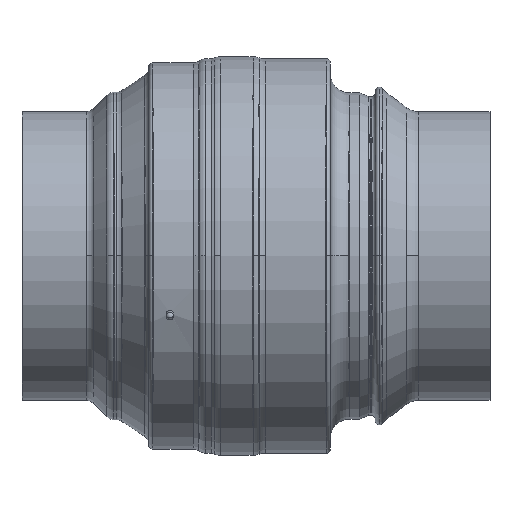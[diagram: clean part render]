
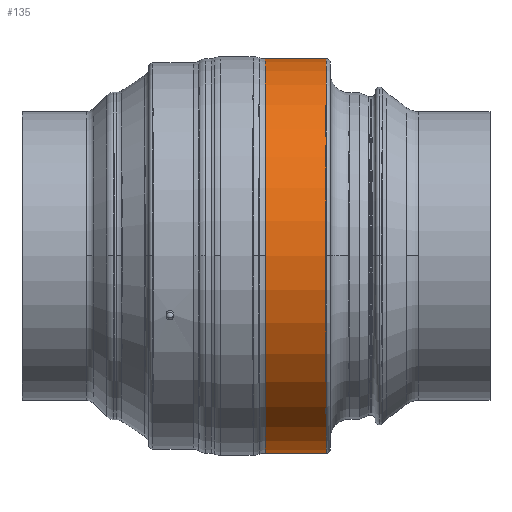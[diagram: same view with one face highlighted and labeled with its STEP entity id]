
A CAD part, top view. The second image highlights one B-rep face of the part: STEP entity #135.
In plain terms, the highlighted cylindrical face has radius 101.121 mm (diameter 202.243 mm), a partial arc.
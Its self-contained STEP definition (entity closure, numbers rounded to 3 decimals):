
#135=ADVANCED_FACE('',(#355),#356,.T.);
#355=FACE_OUTER_BOUND('',#703,.T.);
#356=CYLINDRICAL_SURFACE('',#704,101.121);
#703=EDGE_LOOP('',(#1388,#1389,#1390,#1391,#1392,#1393));
#704=AXIS2_PLACEMENT_3D('',#1394,#1395,#1396);
#1388=ORIENTED_EDGE('',*,*,#2561,.F.);
#1389=ORIENTED_EDGE('',*,*,#2562,.T.);
#1390=ORIENTED_EDGE('',*,*,#2563,.T.);
#1391=ORIENTED_EDGE('',*,*,#2564,.F.);
#1392=ORIENTED_EDGE('',*,*,#2565,.F.);
#1393=ORIENTED_EDGE('',*,*,#2558,.F.);
#1394=CARTESIAN_POINT('',(115.433,-24.0,0.0));
#1395=DIRECTION('',(-1.0,0.0,0.0));
#1396=DIRECTION('',(0.0,1.0,0.0));
#2558=EDGE_CURVE('',#3187,#3189,#3190,.T.);
#2561=EDGE_CURVE('',#3194,#3187,#3195,.T.);
#2562=EDGE_CURVE('',#3194,#3196,#3197,.T.);
#2563=EDGE_CURVE('',#3196,#3198,#3199,.T.);
#2564=EDGE_CURVE('',#3200,#3198,#3201,.T.);
#2565=EDGE_CURVE('',#3189,#3200,#3202,.T.);
#3187=VERTEX_POINT('',#3998);
#3189=VERTEX_POINT('',#4000);
#3190=CIRCLE('',#4001,101.121);
#3194=VERTEX_POINT('',#4005);
#3195=LINE('',#4006,#4007);
#3196=VERTEX_POINT('',#4008);
#3197=CIRCLE('',#4009,101.121);
#3198=VERTEX_POINT('',#4010);
#3199=CIRCLE('',#4011,101.121);
#3200=VERTEX_POINT('',#4012);
#3201=LINE('',#4013,#4014);
#3202=CIRCLE('',#4015,101.121);
#3998=CARTESIAN_POINT('',(131.121,77.121,0.0));
#4000=CARTESIAN_POINT('',(131.121,-24.0,101.121));
#4001=AXIS2_PLACEMENT_3D('',#5037,#5038,#5039);
#4005=CARTESIAN_POINT('',(99.744,77.121,0.0));
#4006=CARTESIAN_POINT('',(115.433,77.121,0.));
#4007=VECTOR('',#5046,1.0);
#4008=CARTESIAN_POINT('',(99.744,-24.0,101.121));
#4009=AXIS2_PLACEMENT_3D('',#5047,#5048,#5049);
#4010=CARTESIAN_POINT('',(99.744,-125.121,0.));
#4011=AXIS2_PLACEMENT_3D('',#5050,#5051,#5052);
#4012=CARTESIAN_POINT('',(131.121,-125.121,0.));
#4013=CARTESIAN_POINT('',(115.433,-125.121,0.));
#4014=VECTOR('',#5053,1.0);
#4015=AXIS2_PLACEMENT_3D('',#5054,#5055,#5056);
#5037=CARTESIAN_POINT('',(131.121,-24.0,0.0));
#5038=DIRECTION('',(1.0,0.0,0.0));
#5039=DIRECTION('',(0.0,1.0,0.0));
#5046=DIRECTION('',(1.0,0.0,0.0));
#5047=CARTESIAN_POINT('',(99.744,-24.0,0.0));
#5048=DIRECTION('',(1.0,0.0,0.0));
#5049=DIRECTION('',(0.0,1.0,0.0));
#5050=CARTESIAN_POINT('',(99.744,-24.0,0.0));
#5051=DIRECTION('',(1.0,0.0,0.0));
#5052=DIRECTION('',(0.0,1.0,0.0));
#5053=DIRECTION('',(-1.0,-0.0,-0.0));
#5054=CARTESIAN_POINT('',(131.121,-24.0,0.0));
#5055=DIRECTION('',(1.0,0.0,0.0));
#5056=DIRECTION('',(0.0,1.0,0.0));
